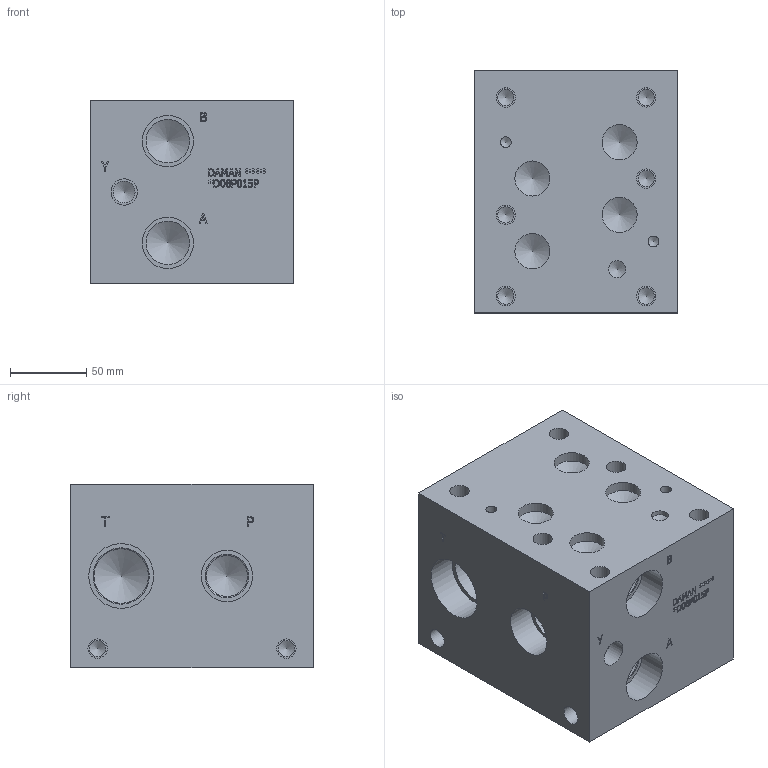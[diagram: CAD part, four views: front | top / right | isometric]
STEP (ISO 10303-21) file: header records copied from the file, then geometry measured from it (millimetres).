
FILE_DESCRIPTION(/* description */ (''),/* implementation_level */ '2;1');
FILE_NAME(/* name */ '_D08P015P.stp',/* time_stamp */ '2020-03-10T16:36:15-04:00',/* author */ ('devonn'),/* organization */ (''),/* preprocessor_version */ 'ST-DEVELOPER v17',/* originating_system */ 'Autodesk Inventor 2019',/* authorisation */ '');
FILE_SCHEMA (('AUTOMOTIVE_DESIGN { 1 0 10303 214 3 1 1 }'));
Length unit declared in the file: millimetre
Products named in the file (1): Part_AD08P015P_3D
Bounding box: 133.35 x 158.75 x 120.65 mm (x, y, z)
Volume: 2285477.8 mm3; surface area: 152255.4 mm2
Topology: 1 solids, 1 shells, 499 faces, 1357 edges, 917 vertices
Faces by surface type: plane 307, bspline 119, cylinder 45, cone 28
Full cylindrical faces by diameter (mm): 7.137 x2, 10.719 x10, 11.113 x1, 12.7 x10, 14.3 x1, 17.297 x1, 23.012 x3, 23.017 x1, 26.975 x2, 28.575 x4, 33.706 x4, 35.712 x2, 36.906 x2, 42.469 x2
Entity records: 16628 total; most frequent: CARTESIAN_POINT 4297, ORIENTED_EDGE 2666, DIRECTION 2016, EDGE_CURVE 1333, LINE 936, VECTOR 936, VERTEX_POINT 917, EDGE_LOOP 580
